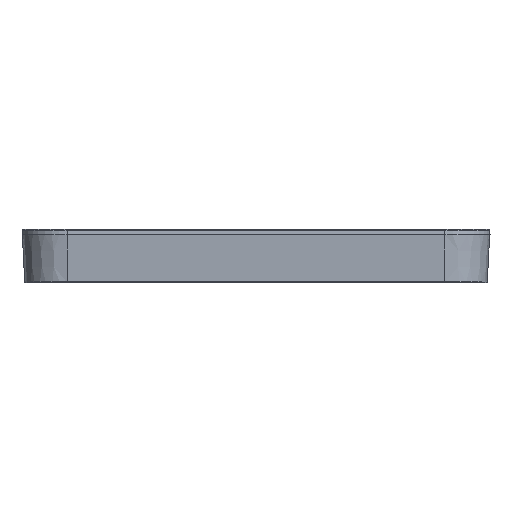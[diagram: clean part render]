
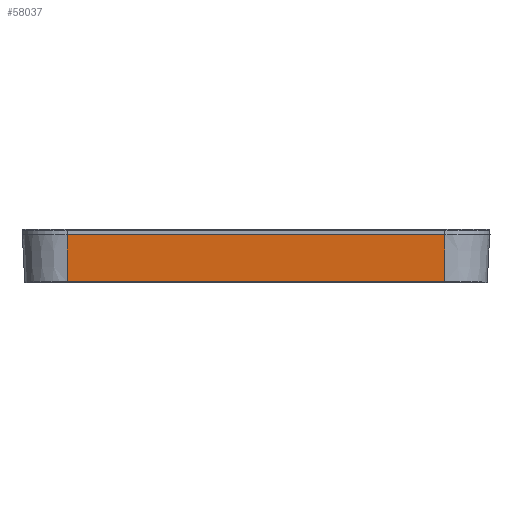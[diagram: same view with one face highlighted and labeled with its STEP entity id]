
A CAD part, left-side view. The second image highlights one B-rep face of the part: STEP entity #58037.
In plain terms, the highlighted face is planar.
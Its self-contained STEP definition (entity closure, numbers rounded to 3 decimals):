
#313=DIRECTION('',(-0.052,0.999,0.));
#314=VECTOR('',#313,9.012);
#315=CARTESIAN_POINT('',(-43.478,0.,35.5));
#316=LINE('19537',#315,#314);
#317=DIRECTION('',(0.,0.,1.));
#318=VECTOR('',#317,71.);
#319=CARTESIAN_POINT('',(-43.478,0.,-35.5));
#320=LINE('19528',#319,#318);
#321=DIRECTION('',(-0.052,0.999,0.));
#322=VECTOR('',#321,9.012);
#323=CARTESIAN_POINT('',(-43.478,0.,-35.5));
#324=LINE('19536',#323,#322);
#369=DIRECTION('',(0.,0.,1.));
#370=VECTOR('',#369,71.);
#371=CARTESIAN_POINT('',(-43.95,9.,-35.5));
#372=LINE('19512',#371,#370);
#50649=CARTESIAN_POINT('',(-43.95,9.,-35.5));
#50650=VERTEX_POINT('',#50649);
#50651=CARTESIAN_POINT('',(-43.95,9.,35.5));
#50652=VERTEX_POINT('',#50651);
#50681=CARTESIAN_POINT('',(-43.478,0.,-35.5));
#50682=VERTEX_POINT('',#50681);
#50683=CARTESIAN_POINT('',(-43.478,0.,35.5));
#50684=VERTEX_POINT('',#50683);
#58024=CARTESIAN_POINT('',(-43.95,9.,-35.5));
#58025=DIRECTION('',(0.999,0.052,0.));
#58026=DIRECTION('',(0.,0.,1.));
#58027=AXIS2_PLACEMENT_3D('',#58024,#58025,#58026);
#58028=PLANE('19497',#58027);
#58029=ORIENTED_EDGE('19528',*,*,#57903,.F.);
#58031=ORIENTED_EDGE('19536',*,*,#58030,.T.);
#58033=ORIENTED_EDGE('19512',*,*,#58032,.T.);
#58034=ORIENTED_EDGE('19537',*,*,#58009,.F.);
#58035=EDGE_LOOP('19497',(#58029,#58031,#58033,#58034));
#58036=FACE_OUTER_BOUND('19497',#58035,.F.);
#58037=ADVANCED_FACE('19497',(#58036),#58028,.F.);
#57903=EDGE_CURVE('19528',#50682,#50684,#320,.T.);
#58009=EDGE_CURVE('19537',#50684,#50652,#316,.T.);
#58030=EDGE_CURVE('19536',#50682,#50650,#324,.T.);
#58032=EDGE_CURVE('19512',#50650,#50652,#372,.T.);
